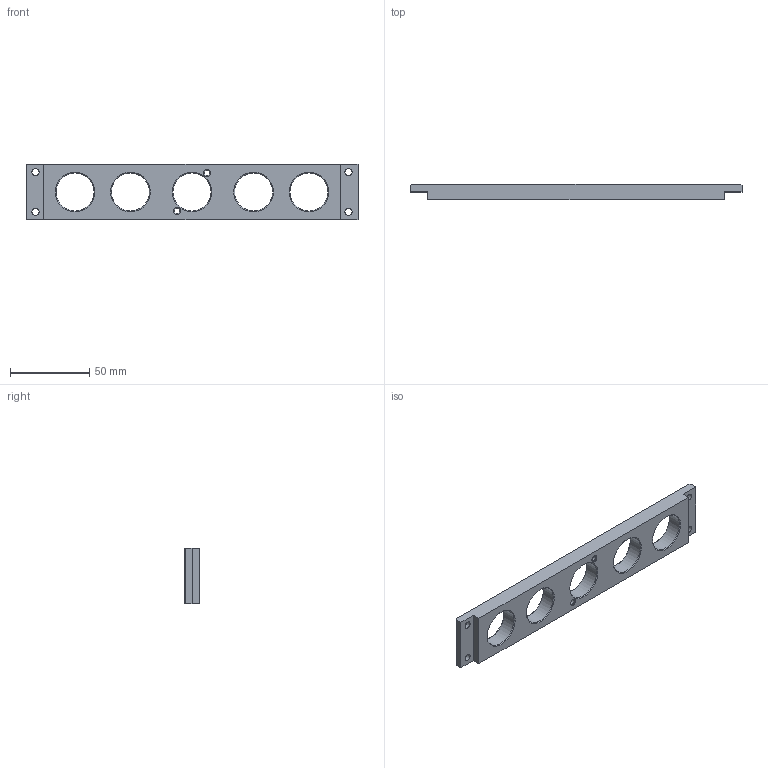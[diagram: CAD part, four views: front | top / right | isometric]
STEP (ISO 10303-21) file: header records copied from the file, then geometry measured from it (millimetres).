
FILE_DESCRIPTION(/* description */ (''),/* implementation_level */ '2;1');
FILE_NAME(/* name */ 'OSM-Mini - Back Plate.step',/* time_stamp */ '2024-06-09T10:11:10-04:00',/* author */ (''),/* organization */ (''),/* preprocessor_version */ 'ST-DEVELOPER v20',/* originating_system */ 'Autodesk Translation Framework v13.14.0.145',/* authorisation */ '');
FILE_SCHEMA (('AUTOMOTIVE_DESIGN { 1 0 10303 214 3 1 1 }'));
Length unit declared in the file: millimetre
Products named in the file (1): Neogeo
Bounding box: 209.8 x 10 x 35 mm (x, y, z)
Volume: 45993.1 mm3; surface area: 18611.1 mm2
Topology: 1 solids, 1 shells, 41 faces, 106 edges, 67 vertices
Faces by surface type: cone 18, plane 12, cylinder 11
Full cylindrical faces by diameter (mm): 3.5 x2, 4.5 x4, 24.05 x5
Entity records: 1325 total; most frequent: DIRECTION 237, CARTESIAN_POINT 215, ORIENTED_EDGE 212, EDGE_CURVE 106, AXIS2_PLACEMENT_3D 89, VERTEX_POINT 67, EDGE_LOOP 63, LINE 59
